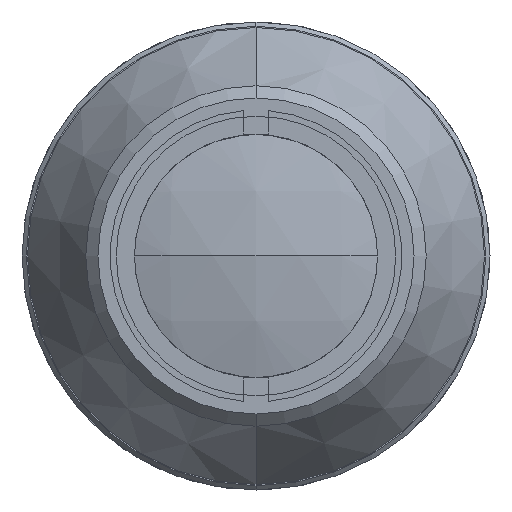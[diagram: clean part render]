
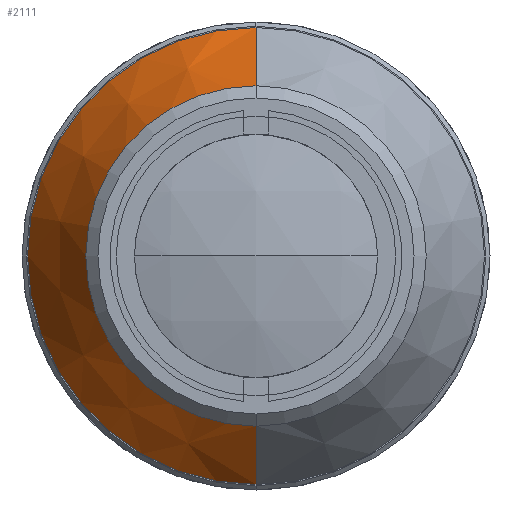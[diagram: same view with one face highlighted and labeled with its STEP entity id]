
A CAD part, left-side view. The second image highlights one B-rep face of the part: STEP entity #2111.
In plain terms, the highlighted conical face has half-angle 30 degrees and reference radius 18.8 mm.
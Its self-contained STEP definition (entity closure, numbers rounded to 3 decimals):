
#1037 = LINE ( 'NONE', #2902, #3780 ) ;
#1062 = LINE ( 'NONE', #2422, #3855 ) ;
#1165 = ORIENTED_EDGE ( 'NONE', *, *, #1977, .T. ) ;
#1167 = ORIENTED_EDGE ( 'NONE', *, *, #1978, .F. ) ;
#1208 = ORIENTED_EDGE ( 'NONE', *, *, #1973, .T. ) ;
#1213 = ORIENTED_EDGE ( 'NONE', *, *, #1982, .F. ) ;
#1379 = FACE_OUTER_BOUND ( 'NONE', #4596, .T. ) ;
#1973 = EDGE_CURVE ( 'NONE', #4083, #4120, #3892, .T. ) ;
#1977 = EDGE_CURVE ( 'NONE', #4120, #4712, #1062, .T. ) ;
#1978 = EDGE_CURVE ( 'NONE', #4717, #4712, #3863, .T. ) ;
#1982 = EDGE_CURVE ( 'NONE', #4083, #4717, #1037, .T. ) ;
#2111 = ADVANCED_FACE ( 'NONE', ( #1379 ), #3946, .T. ) ;
#2230 = DIRECTION ( 'NONE',  ( -1., 0., 0. ) ) ;
#2235 = CARTESIAN_POINT ( 'NONE',  ( 25.232, 0., 0. ) ) ;
#2422 = CARTESIAN_POINT ( 'NONE',  ( 16.918, 0., -18.8 ) ) ;
#2584 = DIRECTION ( 'NONE',  ( -1., 0., 0. ) ) ;
#2729 = DIRECTION ( 'NONE',  ( 0., 0., 1. ) ) ;
#2777 = DIRECTION ( 'NONE',  ( 0., 0., 1. ) ) ;
#2837 = DIRECTION ( 'NONE',  ( -0.866, 0., -0.5 ) ) ;
#2902 = CARTESIAN_POINT ( 'NONE',  ( 16.918, 0., 18.8 ) ) ;
#3050 = DIRECTION ( 'NONE',  ( -0.866, 0., 0.5 ) ) ;
#3065 = CARTESIAN_POINT ( 'NONE',  ( 16.918, 0., 0. ) ) ;
#3780 = VECTOR ( 'NONE', #3050, 1000. ) ;
#3852 = AXIS2_PLACEMENT_3D ( 'NONE', #3065, #2584, #2777 ) ;
#3855 = VECTOR ( 'NONE', #2837, 1000. ) ;
#3863 = CIRCLE ( 'NONE', #3852, 18.8 ) ;
#3875 = AXIS2_PLACEMENT_3D ( 'NONE', #2235, #2230, #2729 ) ;
#3892 = CIRCLE ( 'NONE', #3875, 14. ) ;
#3946 = CONICAL_SURFACE ( 'NONE', #3947, 18.8, 0.524 ) ;
#3947 = AXIS2_PLACEMENT_3D ( 'NONE', #4139, #4144, #4107 ) ;
#4083 = VERTEX_POINT ( 'NONE', #4240 ) ;
#4107 = DIRECTION ( 'NONE',  ( 0., 0., 1. ) ) ;
#4120 = VERTEX_POINT ( 'NONE', #4221 ) ;
#4139 = CARTESIAN_POINT ( 'NONE',  ( 16.918, 0., 0. ) ) ;
#4144 = DIRECTION ( 'NONE',  ( -1., 0., 0. ) ) ;
#4221 = CARTESIAN_POINT ( 'NONE',  ( 25.232, 0., -14. ) ) ;
#4240 = CARTESIAN_POINT ( 'NONE',  ( 25.232, 0., 14. ) ) ;
#4263 = CARTESIAN_POINT ( 'NONE',  ( 16.918, 0., -18.8 ) ) ;
#4268 = CARTESIAN_POINT ( 'NONE',  ( 16.918, 0., 18.8 ) ) ;
#4596 = EDGE_LOOP ( 'NONE', ( #1208, #1165, #1167, #1213 ) ) ;
#4712 = VERTEX_POINT ( 'NONE', #4263 ) ;
#4717 = VERTEX_POINT ( 'NONE', #4268 ) ;
